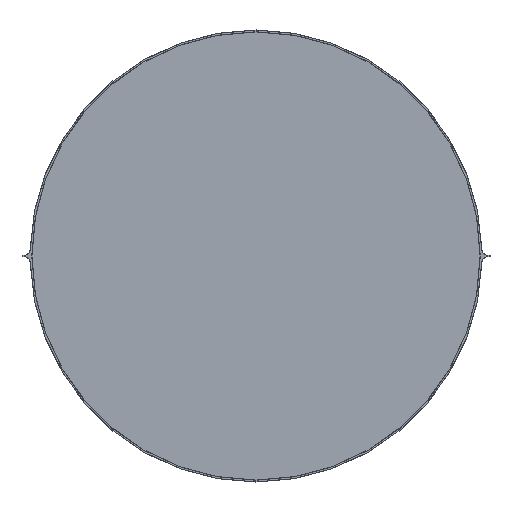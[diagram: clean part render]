
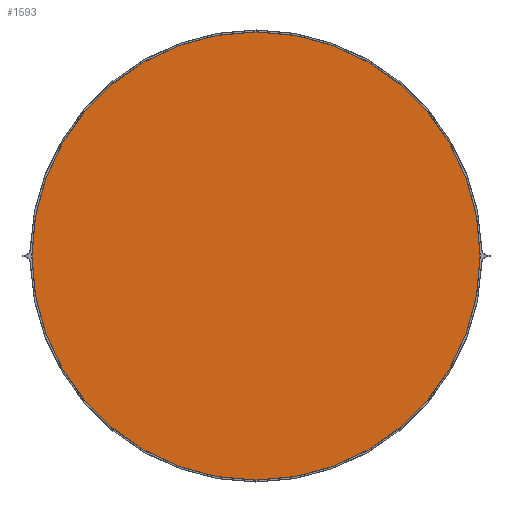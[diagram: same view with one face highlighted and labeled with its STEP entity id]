
A CAD part, left-side view. The second image highlights one B-rep face of the part: STEP entity #1593.
In plain terms, the highlighted face is planar.
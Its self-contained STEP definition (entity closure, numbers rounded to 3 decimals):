
#553=ORIENTED_EDGE('',*,*,#879,.T.);
#879=EDGE_CURVE('',#1057,#1057,#1159,.T.);
#1057=VERTEX_POINT('',#2816);
#1159=CIRCLE('',#1871,450.);
#1305=EDGE_LOOP('',(#553));
#1443=FACE_BOUND('',#1305,.T.);
#1527=PLANE('',#1870);
#1593=ADVANCED_FACE('',(#1443),#1527,.T.);
#1870=AXIS2_PLACEMENT_3D('',#2814,#2272,#2273);
#1871=AXIS2_PLACEMENT_3D('',#2815,#2274,#2275);
#2272=DIRECTION('',(1.,0.,0.));
#2273=DIRECTION('',(0.,0.,-1.));
#2274=DIRECTION('',(1.,0.,0.));
#2275=DIRECTION('',(0.,1.,0.));
#2814=CARTESIAN_POINT('',(6.,0.,0.));
#2815=CARTESIAN_POINT('',(6.,0.,0.));
#2816=CARTESIAN_POINT('',(6.,450.,0.));
